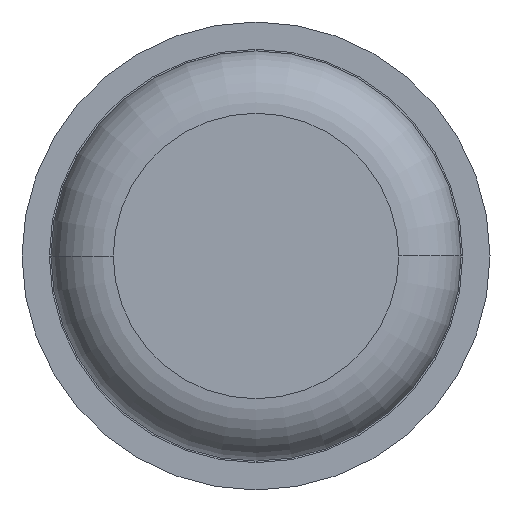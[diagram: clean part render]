
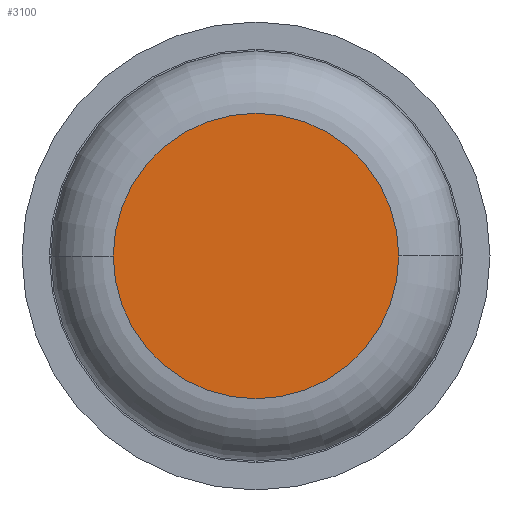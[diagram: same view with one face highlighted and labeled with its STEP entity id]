
A CAD part, front view. The second image highlights one B-rep face of the part: STEP entity #3100.
In plain terms, the highlighted planar face has unit normal (0, -1, 0).
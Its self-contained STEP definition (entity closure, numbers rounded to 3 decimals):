
#582 = CARTESIAN_POINT ( 'NONE',  ( 0., 0., 0. ) ) ;
#774 = CARTESIAN_POINT ( 'NONE',  ( 0., 0., 0. ) ) ;
#854 = EDGE_CURVE ( 'Defeature ausgef�hrt1_6+Defeature ausgef�hrt1_7+Defeature ausgef�hrt1_7+Defeature ausgef�hrt1_7', #3873, #2460, #1958, .T. ) ;
#867 = DIRECTION ( 'NONE',  ( -1., 0., 0. ) ) ;
#962 = DIRECTION ( 'NONE',  ( -1., 0., 0. ) ) ;
#1366 = FACE_OUTER_BOUND ( 'NONE', #2486, .T. ) ;
#1480 = CARTESIAN_POINT ( 'NONE',  ( 0.915, 0., 0. ) ) ;
#1540 = CARTESIAN_POINT ( 'NONE',  ( -0.915, 0., 0. ) ) ;
#1603 = AXIS2_PLACEMENT_3D ( 'NONE', #774, #2359, #962 ) ;
#1752 = DIRECTION ( 'NONE',  ( 0., 1., 0. ) ) ;
#1958 = CIRCLE ( 'NONE', #1603, 0.915 ) ;
#1963 = ORIENTED_EDGE ( 'NONE', *, *, #854, .T. ) ;
#2116 = AXIS2_PLACEMENT_3D ( 'NONE', #582, #3820, #2755 ) ;
#2317 = AXIS2_PLACEMENT_3D ( 'NONE', #2643, #1752, #867 ) ;
#2359 = DIRECTION ( 'NONE',  ( 0., -1., 0. ) ) ;
#2399 = CIRCLE ( 'NONE', #2116, 0.915 ) ;
#2460 = VERTEX_POINT ( 'NONE', #1540 ) ;
#2486 = EDGE_LOOP ( 'NONE', ( #3000, #1963 ) ) ;
#2643 = CARTESIAN_POINT ( 'NONE',  ( 0., 0., 0. ) ) ;
#2755 = DIRECTION ( 'NONE',  ( -1., 0., 0. ) ) ;
#2920 = PLANE ( 'NONE',  #2317 ) ;
#3000 = ORIENTED_EDGE ( 'NONE', *, *, #3293, .T. ) ;
#3100 = ADVANCED_FACE ( 'Defeature ausgef�hrt1_6', ( #1366 ), #2920, .F. ) ;
#3293 = EDGE_CURVE ( 'Defeature ausgef�hrt1_6+Defeature ausgef�hrt1_7+Defeature ausgef�hrt1_7+Defeature ausgef�hrt1_7', #2460, #3873, #2399, .T. ) ;
#3820 = DIRECTION ( 'NONE',  ( 0., -1., 0. ) ) ;
#3873 = VERTEX_POINT ( 'NONE', #1480 ) ;
